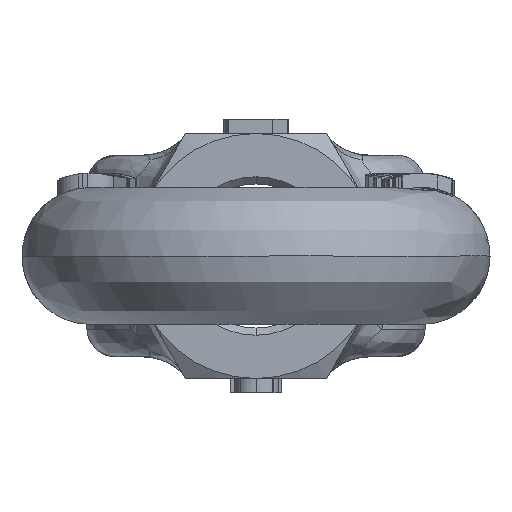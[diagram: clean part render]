
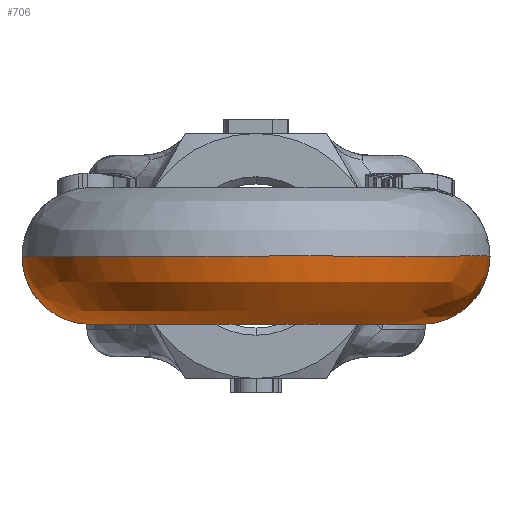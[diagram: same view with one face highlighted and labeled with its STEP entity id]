
A CAD part, left-side view. The second image highlights one B-rep face of the part: STEP entity #706.
In plain terms, the highlighted free-form (B-spline) face has degree [3, 3] with [7, 4] control points.
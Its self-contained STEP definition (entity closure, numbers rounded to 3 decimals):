
#706=ADVANCED_FACE('',(#1645),#1646,.T.);
#1645=FACE_OUTER_BOUND('',#7134,.T.);
#1646=(B_SPLINE_SURFACE(3,3,((#7136,#7137,#7138,#7139),(#7140,#7141,#7142,#7143),(#7144,#7145,#7146,#7147),(#7148,#7149,#7150,#7151),(#7152,#7153,#7154,#7155),(#7156,#7157,#7158,#7159),(#7160,#7161,#7162,#7163)),.UNSPECIFIED.,.T.,.F.,.F.)B_SPLINE_SURFACE_WITH_KNOTS((4,3,4),(4,4),(0.0,0.5,1.0),(0.0,1.0),.UNSPECIFIED.)RATIONAL_B_SPLINE_SURFACE(((1.0,0.359,0.359,1.0),(0.333,0.12,0.12,0.333),(0.333,0.12,0.12,0.333),(1.0,0.359,0.359,1.0),(0.333,0.12,0.12,0.333),(0.333,0.12,0.12,0.333),(1.0,0.359,0.359,1.0)))BOUNDED_SURFACE()REPRESENTATION_ITEM('')GEOMETRIC_REPRESENTATION_ITEM()SURFACE());
#7134=EDGE_LOOP('',(#12906,#12907,#12908,#12909));
#7136=CARTESIAN_POINT('',(-68.972,79.645,152.744));
#7137=CARTESIAN_POINT('',(-99.125,80.796,152.744));
#7138=CARTESIAN_POINT('',(-99.125,110.971,152.744));
#7139=CARTESIAN_POINT('',(-68.972,112.122,152.744));
#7140=CARTESIAN_POINT('',(-68.972,79.645,162.244));
#7141=CARTESIAN_POINT('',(-99.125,80.796,162.244));
#7142=CARTESIAN_POINT('',(-99.125,110.971,162.244));
#7143=CARTESIAN_POINT('',(-68.972,112.122,162.244));
#7144=CARTESIAN_POINT('',(-68.61,89.139,162.244));
#7145=CARTESIAN_POINT('',(-81.135,89.617,162.244));
#7146=CARTESIAN_POINT('',(-81.135,102.151,162.244));
#7147=CARTESIAN_POINT('',(-68.61,102.629,162.244));
#7148=CARTESIAN_POINT('',(-68.61,89.139,152.744));
#7149=CARTESIAN_POINT('',(-81.135,89.617,152.744));
#7150=CARTESIAN_POINT('',(-81.135,102.151,152.744));
#7151=CARTESIAN_POINT('',(-68.61,102.629,152.744));
#7152=CARTESIAN_POINT('',(-68.61,89.139,143.244));
#7153=CARTESIAN_POINT('',(-81.135,89.617,143.244));
#7154=CARTESIAN_POINT('',(-81.135,102.151,143.244));
#7155=CARTESIAN_POINT('',(-68.61,102.629,143.244));
#7156=CARTESIAN_POINT('',(-68.972,79.645,143.244));
#7157=CARTESIAN_POINT('',(-99.125,80.796,143.244));
#7158=CARTESIAN_POINT('',(-99.125,110.971,143.244));
#7159=CARTESIAN_POINT('',(-68.972,112.122,143.244));
#7160=CARTESIAN_POINT('',(-68.972,79.645,152.744));
#7161=CARTESIAN_POINT('',(-99.125,80.796,152.744));
#7162=CARTESIAN_POINT('',(-99.125,110.971,152.744));
#7163=CARTESIAN_POINT('',(-68.972,112.122,152.744));
#12906=ORIENTED_EDGE('',*,*,#16147,.F.);
#12907=ORIENTED_EDGE('',*,*,#16148,.F.);
#12908=ORIENTED_EDGE('',*,*,#16149,.T.);
#12909=ORIENTED_EDGE('',*,*,#16150,.F.);
#16147=EDGE_CURVE('',#18208,#18209,#18210,.T.);
#16148=EDGE_CURVE('',#18211,#18208,#18212,.T.);
#16149=EDGE_CURVE('',#18211,#18213,#18214,.T.);
#16150=EDGE_CURVE('',#18209,#18213,#18215,.T.);
#18208=VERTEX_POINT('',#25064);
#18209=VERTEX_POINT('',#25065);
#18210=(B_SPLINE_CURVE(3,(#25067,#25068,#25069,#25070),.UNSPECIFIED.,.F.,.F.)B_SPLINE_CURVE_WITH_KNOTS((4,4),(-1.0,-0.0),.UNSPECIFIED.)RATIONAL_B_SPLINE_CURVE((1.0,0.359,0.359,1.0))BOUNDED_CURVE()REPRESENTATION_ITEM('')GEOMETRIC_REPRESENTATION_ITEM()CURVE());
#18211=VERTEX_POINT('',#25077);
#18212=CIRCLE('',#25078,4.75);
#18213=VERTEX_POINT('',#25079);
#18214=(B_SPLINE_CURVE(3,(#25081,#25082,#25083,#25084),.UNSPECIFIED.,.F.,.F.)B_SPLINE_CURVE_WITH_KNOTS((4,4),(-1.0,-0.0),.UNSPECIFIED.)RATIONAL_B_SPLINE_CURVE((1.0,0.359,0.359,1.0))BOUNDED_CURVE()REPRESENTATION_ITEM('')GEOMETRIC_REPRESENTATION_ITEM()CURVE());
#18215=CIRCLE('',#25091,4.75);
#25064=CARTESIAN_POINT('',(-68.972,112.122,152.744));
#25065=CARTESIAN_POINT('',(-68.972,79.645,152.744));
#25067=CARTESIAN_POINT('',(-68.972,112.122,152.744));
#25068=CARTESIAN_POINT('',(-99.125,110.971,152.744));
#25069=CARTESIAN_POINT('',(-99.125,80.796,152.744));
#25070=CARTESIAN_POINT('',(-68.972,79.645,152.744));
#25077=CARTESIAN_POINT('',(-68.61,102.629,152.744));
#25078=AXIS2_PLACEMENT_3D('',#31619,#31620,#31621);
#25079=CARTESIAN_POINT('',(-68.61,89.139,152.744));
#25081=CARTESIAN_POINT('',(-68.61,102.629,152.744));
#25082=CARTESIAN_POINT('',(-81.135,102.151,152.744));
#25083=CARTESIAN_POINT('',(-81.135,89.617,152.744));
#25084=CARTESIAN_POINT('',(-68.61,89.139,152.744));
#25091=AXIS2_PLACEMENT_3D('',#31622,#31623,#31624);
#31619=CARTESIAN_POINT('',(-68.791,107.375,152.744));
#31620=DIRECTION('',(0.999,0.038,0.0));
#31621=DIRECTION('',(-0.038,0.999,0.0));
#31622=CARTESIAN_POINT('',(-68.791,84.392,152.744));
#31623=DIRECTION('',(0.999,-0.038,0.0));
#31624=DIRECTION('',(-0.038,-0.999,0.0));
